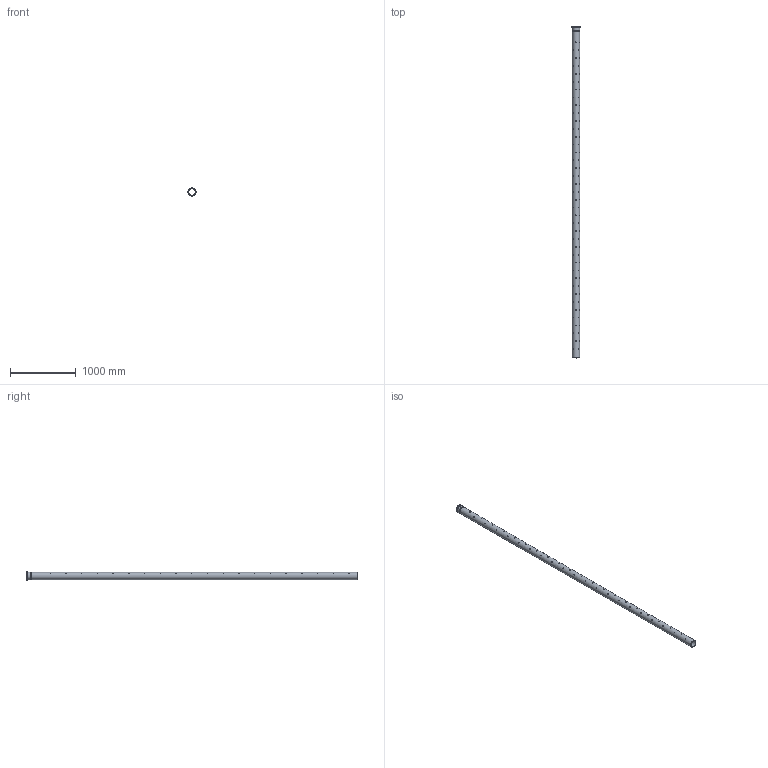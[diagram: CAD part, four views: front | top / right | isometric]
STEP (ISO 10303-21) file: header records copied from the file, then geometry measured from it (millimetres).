
FILE_DESCRIPTION(/* description */ (''),/* implementation_level */ '2;1');
FILE_NAME(/* name */ '770390z.stp',/* time_stamp */ '2023-09-11T12:31:46+02:00',/* author */ ('corinna'),/* organization */ (''),/* preprocessor_version */ 'ST-DEVELOPER v20',/* originating_system */ 'Autodesk Inventor 2024',/* authorisation */ '');
FILE_SCHEMA (('AUTOMOTIVE_DESIGN { 1 0 10303 214 3 1 1 }'));
Length unit declared in the file: millimetre
Products named in the file (1): 770390z
Bounding box: 128 x 5066.5 x 128 mm (x, y, z)
Volume: 5932099.3 mm3; surface area: 3393999.8 mm2
Topology: 1 solids, 1 shells, 116 faces, 408 edges, 297 vertices
Faces by surface type: cylinder 89, torus 14, cone 8, plane 5
Full cylindrical faces by diameter (mm): 12 x80, 102.96 x1, 110 x1, 110.5 x1, 110.9 x2, 116.1 x1, 116.7 x1, 122.8 x1, 128 x1
Entity records: 9710 total; most frequent: CARTESIAN_POINT 6182, ORIENTED_EDGE 816, DIRECTION 473, EDGE_CURVE 408, VERTEX_POINT 297, EDGE_LOOP 281, B_SPLINE_CURVE_WITH_KNOTS 240, AXIS2_PLACEMENT_3D 188
